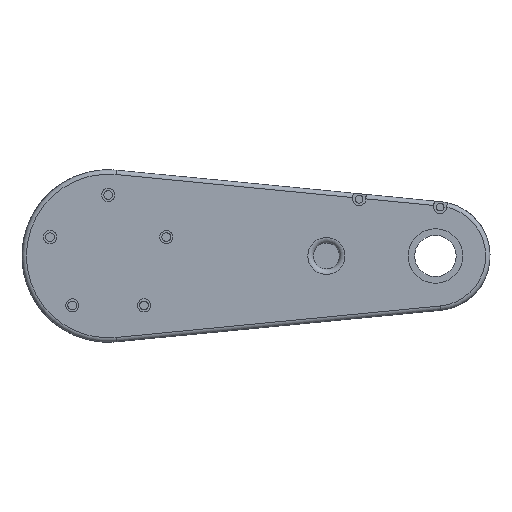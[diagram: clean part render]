
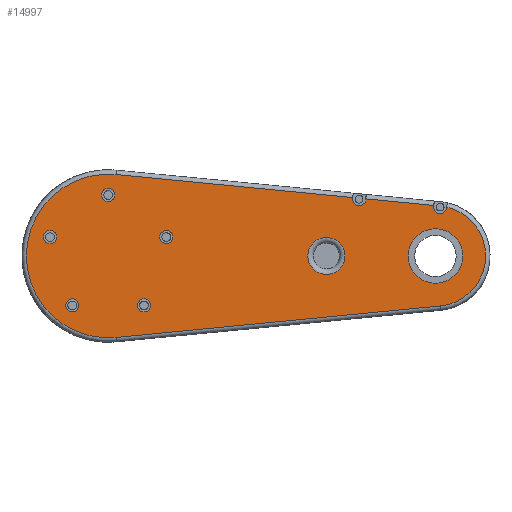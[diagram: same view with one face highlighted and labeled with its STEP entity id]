
A CAD part, front view. The second image highlights one B-rep face of the part: STEP entity #14997.
In plain terms, the highlighted planar face has unit normal (0, -1, 0).
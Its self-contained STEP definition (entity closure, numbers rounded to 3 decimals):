
#982=FACE_BOUND('',#4585,.T.);
#983=FACE_BOUND('',#4586,.T.);
#984=FACE_BOUND('',#4587,.T.);
#985=FACE_BOUND('',#4588,.T.);
#986=FACE_BOUND('',#4589,.T.);
#987=FACE_BOUND('',#4590,.T.);
#988=FACE_BOUND('',#4591,.T.);
#1206=PLANE('',#15964);
#1530=LINE('',#22784,#2473);
#1531=LINE('',#22786,#2474);
#1532=LINE('',#22790,#2475);
#1533=LINE('',#22792,#2476);
#1534=LINE('',#22796,#2477);
#1535=LINE('',#22800,#2478);
#1536=LINE('',#22803,#2479);
#2473=VECTOR('',#17933,10.);
#2474=VECTOR('',#17934,10.);
#2475=VECTOR('',#17937,10.);
#2476=VECTOR('',#17938,10.);
#2477=VECTOR('',#17941,10.);
#2478=VECTOR('',#17944,10.);
#2479=VECTOR('',#17947,10.);
#3733=FACE_OUTER_BOUND('',#4584,.T.);
#4584=EDGE_LOOP('',(#10533,#10534,#10535,#10536,#10537,#10538,#10539,#10540,
#10541,#10542,#10543));
#4585=EDGE_LOOP('',(#10544));
#4586=EDGE_LOOP('',(#10545));
#4587=EDGE_LOOP('',(#10546));
#4588=EDGE_LOOP('',(#10547));
#4589=EDGE_LOOP('',(#10548));
#4590=EDGE_LOOP('',(#10549));
#4591=EDGE_LOOP('',(#10550));
#5657=CIRCLE('',#15957,8.5);
#5663=CIRCLE('',#15965,3.);
#5664=CIRCLE('',#15966,37.5);
#5665=CIRCLE('',#15967,23.);
#5666=CIRCLE('',#15968,3.);
#5667=CIRCLE('',#15969,12.5);
#5668=CIRCLE('',#15970,3.);
#5669=CIRCLE('',#15971,3.);
#5670=CIRCLE('',#15972,3.);
#5671=CIRCLE('',#15973,3.);
#5672=CIRCLE('',#15974,3.);
#6661=VERTEX_POINT('',#22768);
#6666=VERTEX_POINT('',#22782);
#6667=VERTEX_POINT('',#22783);
#6668=VERTEX_POINT('',#22785);
#6669=VERTEX_POINT('',#22787);
#6670=VERTEX_POINT('',#22789);
#6671=VERTEX_POINT('',#22791);
#6672=VERTEX_POINT('',#22793);
#6673=VERTEX_POINT('',#22795);
#6674=VERTEX_POINT('',#22797);
#6675=VERTEX_POINT('',#22799);
#6676=VERTEX_POINT('',#22801);
#6677=VERTEX_POINT('',#22804);
#6678=VERTEX_POINT('',#22806);
#6679=VERTEX_POINT('',#22808);
#6680=VERTEX_POINT('',#22810);
#6681=VERTEX_POINT('',#22812);
#6682=VERTEX_POINT('',#22814);
#8216=EDGE_CURVE('',#6661,#6661,#5657,.T.);
#8223=EDGE_CURVE('',#6666,#6667,#1530,.T.);
#8224=EDGE_CURVE('',#6666,#6668,#1531,.T.);
#8225=EDGE_CURVE('',#6668,#6669,#5663,.T.);
#8226=EDGE_CURVE('',#6669,#6670,#1532,.T.);
#8227=EDGE_CURVE('',#6671,#6670,#1533,.T.);
#8228=EDGE_CURVE('',#6672,#6671,#5664,.T.);
#8229=EDGE_CURVE('',#6673,#6672,#1534,.T.);
#8230=EDGE_CURVE('',#6674,#6673,#5665,.T.);
#8231=EDGE_CURVE('',#6674,#6675,#1535,.T.);
#8232=EDGE_CURVE('',#6675,#6676,#5666,.T.);
#8233=EDGE_CURVE('',#6676,#6667,#1536,.T.);
#8234=EDGE_CURVE('',#6677,#6677,#5667,.T.);
#8235=EDGE_CURVE('',#6678,#6678,#5668,.T.);
#8236=EDGE_CURVE('',#6679,#6679,#5669,.T.);
#8237=EDGE_CURVE('',#6680,#6680,#5670,.T.);
#8238=EDGE_CURVE('',#6681,#6681,#5671,.T.);
#8239=EDGE_CURVE('',#6682,#6682,#5672,.T.);
#10533=ORIENTED_EDGE('',*,*,#8223,.F.);
#10534=ORIENTED_EDGE('',*,*,#8224,.T.);
#10535=ORIENTED_EDGE('',*,*,#8225,.T.);
#10536=ORIENTED_EDGE('',*,*,#8226,.T.);
#10537=ORIENTED_EDGE('',*,*,#8227,.F.);
#10538=ORIENTED_EDGE('',*,*,#8228,.F.);
#10539=ORIENTED_EDGE('',*,*,#8229,.F.);
#10540=ORIENTED_EDGE('',*,*,#8230,.F.);
#10541=ORIENTED_EDGE('',*,*,#8231,.T.);
#10542=ORIENTED_EDGE('',*,*,#8232,.T.);
#10543=ORIENTED_EDGE('',*,*,#8233,.T.);
#10544=ORIENTED_EDGE('',*,*,#8234,.T.);
#10545=ORIENTED_EDGE('',*,*,#8235,.T.);
#10546=ORIENTED_EDGE('',*,*,#8236,.T.);
#10547=ORIENTED_EDGE('',*,*,#8237,.T.);
#10548=ORIENTED_EDGE('',*,*,#8238,.T.);
#10549=ORIENTED_EDGE('',*,*,#8239,.T.);
#10550=ORIENTED_EDGE('',*,*,#8216,.F.);
#14997=ADVANCED_FACE('',(#3733,#982,#983,#984,#985,#986,#987,#988),#1206,
 .T.);
#15957=AXIS2_PLACEMENT_3D('',#22769,#17916,#17917);
#15964=AXIS2_PLACEMENT_3D('',#22781,#17931,#17932);
#15965=AXIS2_PLACEMENT_3D('',#22788,#17935,#17936);
#15966=AXIS2_PLACEMENT_3D('',#22794,#17939,#17940);
#15967=AXIS2_PLACEMENT_3D('',#22798,#17942,#17943);
#15968=AXIS2_PLACEMENT_3D('',#22802,#17945,#17946);
#15969=AXIS2_PLACEMENT_3D('',#22805,#17948,#17949);
#15970=AXIS2_PLACEMENT_3D('',#22807,#17950,#17951);
#15971=AXIS2_PLACEMENT_3D('',#22809,#17952,#17953);
#15972=AXIS2_PLACEMENT_3D('',#22811,#17954,#17955);
#15973=AXIS2_PLACEMENT_3D('',#22813,#17956,#17957);
#15974=AXIS2_PLACEMENT_3D('',#22815,#17958,#17959);
#17916=DIRECTION('center_axis',(0.,-1.,0.));
#17917=DIRECTION('ref_axis',(-1.,0.,0.));
#17931=DIRECTION('center_axis',(0.,-1.,0.));
#17932=DIRECTION('ref_axis',(-1.,0.,0.));
#17933=DIRECTION('',(0.995,0.,-0.097));
#17934=DIRECTION('',(-0.097,0.,-0.995));
#17935=DIRECTION('center_axis',(0.,1.,0.));
#17936=DIRECTION('ref_axis',(-0.995,0.,0.097));
#17937=DIRECTION('',(0.097,0.,0.995));
#17938=DIRECTION('',(0.995,0.,-0.097));
#17939=DIRECTION('center_axis',(0.,1.,0.));
#17940=DIRECTION('ref_axis',(-1.,0.,0.));
#17941=DIRECTION('',(-0.995,0.,-0.097));
#17942=DIRECTION('center_axis',(0.,1.,0.));
#17943=DIRECTION('ref_axis',(0.998,0.,-0.06));
#17944=DIRECTION('',(-0.097,0.,-0.995));
#17945=DIRECTION('center_axis',(0.,1.,0.));
#17946=DIRECTION('ref_axis',(-0.995,0.,0.097));
#17947=DIRECTION('',(0.097,0.,0.995));
#17948=DIRECTION('center_axis',(0.,1.,0.));
#17949=DIRECTION('ref_axis',(-1.,0.,0.));
#17950=DIRECTION('center_axis',(0.,1.,0.));
#17951=DIRECTION('ref_axis',(1.,0.,0.));
#17952=DIRECTION('center_axis',(0.,1.,0.));
#17953=DIRECTION('ref_axis',(1.,0.,0.));
#17954=DIRECTION('center_axis',(0.,1.,0.));
#17955=DIRECTION('ref_axis',(1.,0.,0.));
#17956=DIRECTION('center_axis',(0.,1.,0.));
#17957=DIRECTION('ref_axis',(1.,0.,0.));
#17958=DIRECTION('center_axis',(0.,1.,0.));
#17959=DIRECTION('ref_axis',(1.,0.,0.));
#22768=CARTESIAN_POINT('',(300.,208.,-8.5));
#22769=CARTESIAN_POINT('Origin',(300.,208.,0.));
#22781=CARTESIAN_POINT('Origin',(267.75,208.,0.));
#22782=CARTESIAN_POINT('',(318.06,208.,26.21));
#22783=CARTESIAN_POINT('',(349.237,208.,23.182));
#22784=CARTESIAN_POINT('',(311.483,208.,26.849));
#22785=CARTESIAN_POINT('',(318.011,208.,25.713));
#22786=CARTESIAN_POINT('',(316.66,208.,11.803));
#22787=CARTESIAN_POINT('',(312.039,208.,26.293));
#22788=CARTESIAN_POINT('Origin',(315.025,208.,26.003));
#22789=CARTESIAN_POINT('',(312.088,208.,26.79));
#22790=CARTESIAN_POINT('',(310.568,208.,11.139));
#22791=CARTESIAN_POINT('',(203.625,208.,37.324));
#22792=CARTESIAN_POINT('',(311.483,208.,26.849));
#22793=CARTESIAN_POINT('',(203.625,208.,-37.324));
#22794=CARTESIAN_POINT('Origin',(200.,208.,0.));
#22795=CARTESIAN_POINT('',(352.223,208.,-22.892));
#22796=CARTESIAN_POINT('',(237.183,208.,-34.065));
#22797=CARTESIAN_POINT('',(355.19,208.,22.407));
#22798=CARTESIAN_POINT('Origin',(350.,208.,0.));
#22799=CARTESIAN_POINT('',(355.161,208.,22.105));
#22800=CARTESIAN_POINT('',(353.801,208.,8.105));
#22801=CARTESIAN_POINT('',(349.189,208.,22.685));
#22802=CARTESIAN_POINT('Origin',(352.175,208.,22.395));
#22803=CARTESIAN_POINT('',(347.717,208.,7.531));
#22804=CARTESIAN_POINT('',(362.5,208.,0.));
#22805=CARTESIAN_POINT('Origin',(350.,208.,0.));
#22806=CARTESIAN_POINT('',(197.,208.,28.));
#22807=CARTESIAN_POINT('Origin',(200.,208.,28.));
#22808=CARTESIAN_POINT('',(213.458,208.,-22.652));
#22809=CARTESIAN_POINT('Origin',(216.458,208.,-22.652));
#22810=CARTESIAN_POINT('',(170.37,208.,8.652));
#22811=CARTESIAN_POINT('Origin',(173.37,208.,8.652));
#22812=CARTESIAN_POINT('',(223.63,208.,8.652));
#22813=CARTESIAN_POINT('Origin',(226.63,208.,8.652));
#22814=CARTESIAN_POINT('',(180.542,208.,-22.652));
#22815=CARTESIAN_POINT('Origin',(183.542,208.,-22.652));
